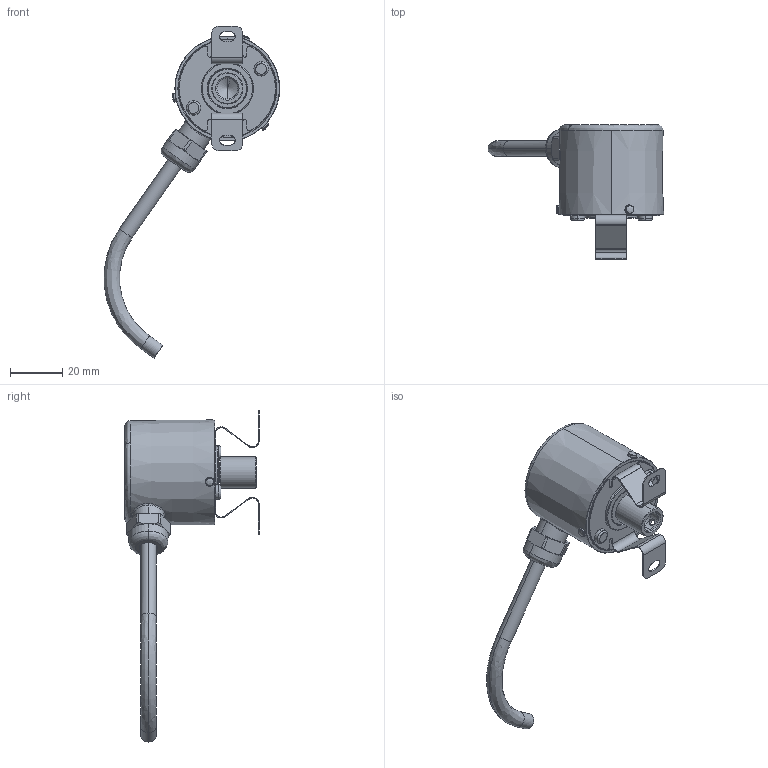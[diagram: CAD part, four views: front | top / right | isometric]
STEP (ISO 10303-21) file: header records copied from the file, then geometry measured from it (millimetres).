
FILE_DESCRIPTION (( 'STEP AP214' ), '1' );
FILE_NAME ('TRD-SHR100AW0D.STEP', '2021-05-10T14:09:17', ( '' ), ( '' ), 'SwSTEP 2.0', 'SolidWorks 2017', '' );
FILE_SCHEMA (( 'AUTOMOTIVE_DESIGN' ));
Length unit declared in the file: millimetre
Products named in the file (1): TRD-SHR100AW0D
Bounding box: 67.45 x 51.5 x 127.58 mm (x, y, z)
Volume: 49859 mm3; surface area: 13138.1 mm2
Topology: 1 solids, 1 shells, 225 faces, 572 edges, 367 vertices
Faces by surface type: cylinder 105, cone 48, plane 45, bspline 27
Entity records: 8657 total; most frequent: CARTESIAN_POINT 3156, DIRECTION 1164, ORIENTED_EDGE 1140, EDGE_CURVE 570, AXIS2_PLACEMENT_3D 477, VERTEX_POINT 367, CIRCLE 278, EDGE_LOOP 257
